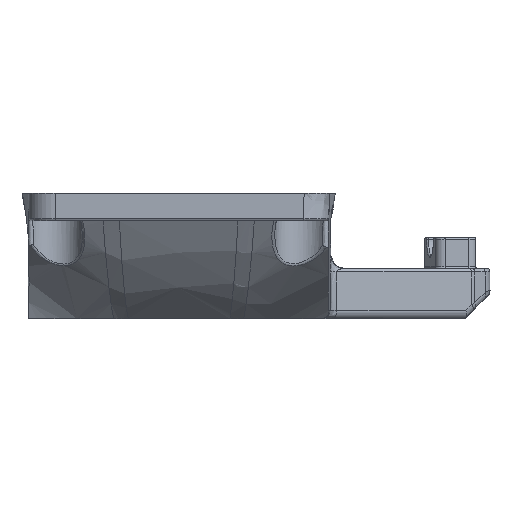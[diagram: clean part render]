
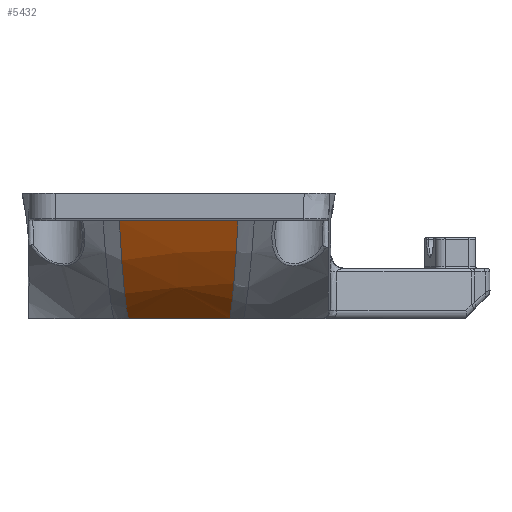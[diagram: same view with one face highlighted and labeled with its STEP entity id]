
A CAD part, front view. The second image highlights one B-rep face of the part: STEP entity #5432.
In plain terms, the highlighted free-form (B-spline) face has degree [3, 3] with [6, 4] control points.
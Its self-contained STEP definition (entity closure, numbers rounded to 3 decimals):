
#160=B_SPLINE_SURFACE_WITH_KNOTS('',3,3,((#20771,#20772,#20773,#20774),
(#20775,#20776,#20777,#20778),(#20779,#20780,#20781,#20782),(#20783,#20784,
#20785,#20786),(#20787,#20788,#20789,#20790),(#20791,#20792,#20793,#20794)),
 .UNSPECIFIED.,.F.,.F.,.F.,(4,2,4),(4,4),(0.,1.,1.996),
(0.349,1.),.UNSPECIFIED.);
#337=ELLIPSE('',#5832,67.387,35.601);
#758=B_SPLINE_CURVE_WITH_KNOTS('',3,(#20766,#20767,#20768,#20769),
 .UNSPECIFIED.,.F.,.F.,(4,4),(0.349,0.961),
 .UNSPECIFIED.);
#759=B_SPLINE_CURVE_WITH_KNOTS('',3,(#20797,#20798,#20799,#20800,#20801,
#20802,#20803,#20804,#20805,#20806,#20807,#20808,#20809,#20810,#20811,#20812,
#20813,#20814,#20815,#20816,#20817,#20818,#20819,#20820,#20821,#20822,#20823,
#20824,#20825,#20826,#20827,#20828,#20829,#20830,#20831,#20832,#20833,#20834,
#20835,#20836,#20837,#20838,#20839,#20840,#20841,#20842,#20843,#20844,#20845,
#20846),.UNSPECIFIED.,.F.,.F.,(4,2,2,2,2,2,2,2,2,2,2,2,2,2,2,2,2,2,2,2,
2,2,2,2,4),(0.223,0.296,0.371,0.452,
0.535,0.625,0.633,0.67,
0.709,0.748,0.789,0.831,
0.874,0.92,0.968,1.017,
1.068,1.122,1.176,1.231,1.236,
1.249,1.268,1.299,1.34),
 .UNSPECIFIED.);
#1101=FACE_OUTER_BOUND('',#1431,.T.);
#1431=EDGE_LOOP('',(#5063,#5064,#5065,#5066,#5067));
#1640=LINE('',#16573,#1851);
#1652=LINE('',#20796,#1863);
#1851=VECTOR('',#6742,10.);
#1863=VECTOR('',#6802,10.);
#2493=VERTEX_POINT('',#16570);
#2494=VERTEX_POINT('',#16572);
#2569=VERTEX_POINT('',#20763);
#2570=VERTEX_POINT('',#20765);
#2571=VERTEX_POINT('',#20795);
#3272=EDGE_CURVE('',#2493,#2494,#1640,.T.);
#3408=EDGE_CURVE('',#2569,#2570,#758,.T.);
#3409=EDGE_CURVE('',#2570,#2493,#337,.T.);
#3410=EDGE_CURVE('',#2571,#2569,#1652,.F.);
#3411=EDGE_CURVE('',#2571,#2494,#759,.T.);
#5063=ORIENTED_EDGE('',*,*,#3272,.F.);
#5064=ORIENTED_EDGE('',*,*,#3409,.F.);
#5065=ORIENTED_EDGE('',*,*,#3408,.F.);
#5066=ORIENTED_EDGE('',*,*,#3410,.F.);
#5067=ORIENTED_EDGE('',*,*,#3411,.T.);
#5432=ADVANCED_FACE('',(#1101),#160,.T.);
#5832=AXIS2_PLACEMENT_3D('',#20770,#6800,#6801);
#6742=DIRECTION('',(-1.,0.,0.));
#6800=DIRECTION('center_axis',(0.996,0.091,0.));
#6801=DIRECTION('ref_axis',(-0.01,0.11,0.994));
#6802=DIRECTION('',(-1.,0.,0.));
#16570=CARTESIAN_POINT('',(50.929,71.066,10.117));
#16572=CARTESIAN_POINT('',(38.774,71.067,10.117));
#16573=CARTESIAN_POINT('',(44.697,71.066,10.117));
#20763=CARTESIAN_POINT('',(51.898,60.44,21.817));
#20765=CARTESIAN_POINT('',(51.013,70.146,10.717));
#20766=CARTESIAN_POINT('Ctrl Pts',(51.898,60.44,21.817));
#20767=CARTESIAN_POINT('Ctrl Pts',(51.741,62.165,18.674));
#20768=CARTESIAN_POINT('Ctrl Pts',(51.446,65.4,13.973));
#20769=CARTESIAN_POINT('Ctrl Pts',(51.013,70.146,10.717));
#20770=CARTESIAN_POINT('Origin',(49.493,86.818,74.134));
#20771=CARTESIAN_POINT('Ctrl Pts',(51.898,60.44,21.817));
#20772=CARTESIAN_POINT('Ctrl Pts',(51.731,62.274,18.475));
#20773=CARTESIAN_POINT('Ctrl Pts',(51.408,65.816,13.371));
#20774=CARTESIAN_POINT('Ctrl Pts',(50.929,71.066,10.117));
#20775=CARTESIAN_POINT('Ctrl Pts',(50.924,60.44,21.817));
#20776=CARTESIAN_POINT('Ctrl Pts',(50.416,62.274,18.475));
#20777=CARTESIAN_POINT('Ctrl Pts',(49.565,65.816,13.371));
#20778=CARTESIAN_POINT('Ctrl Pts',(48.852,71.066,10.117));
#20779=CARTESIAN_POINT('Ctrl Pts',(47.159,60.44,21.817));
#20780=CARTESIAN_POINT('Ctrl Pts',(47.093,62.274,18.475));
#20781=CARTESIAN_POINT('Ctrl Pts',(46.965,65.816,13.371));
#20782=CARTESIAN_POINT('Ctrl Pts',(46.775,71.066,10.117));
#20783=CARTESIAN_POINT('Ctrl Pts',(42.43,60.44,21.817));
#20784=CARTESIAN_POINT('Ctrl Pts',(42.464,62.274,18.475));
#20785=CARTESIAN_POINT('Ctrl Pts',(42.531,65.816,13.371));
#20786=CARTESIAN_POINT('Ctrl Pts',(42.629,71.066,10.117));
#20787=CARTESIAN_POINT('Ctrl Pts',(40.07,60.44,21.817));
#20788=CARTESIAN_POINT('Ctrl Pts',(40.155,62.274,18.475));
#20789=CARTESIAN_POINT('Ctrl Pts',(40.318,65.816,13.371));
#20790=CARTESIAN_POINT('Ctrl Pts',(40.56,71.066,10.117));
#20791=CARTESIAN_POINT('Ctrl Pts',(37.711,60.44,21.817));
#20792=CARTESIAN_POINT('Ctrl Pts',(37.846,62.274,18.475));
#20793=CARTESIAN_POINT('Ctrl Pts',(38.106,65.816,13.371));
#20794=CARTESIAN_POINT('Ctrl Pts',(38.491,71.067,10.117));
#20795=CARTESIAN_POINT('',(37.711,60.44,21.817));
#20796=CARTESIAN_POINT('',(51.898,60.44,21.817));
#20797=CARTESIAN_POINT('Ctrl Pts',(37.711,60.44,21.817));
#20798=CARTESIAN_POINT('Ctrl Pts',(37.724,60.587,21.549));
#20799=CARTESIAN_POINT('Ctrl Pts',(37.739,60.745,21.271));
#20800=CARTESIAN_POINT('Ctrl Pts',(37.77,61.087,20.685));
#20801=CARTESIAN_POINT('Ctrl Pts',(37.787,61.273,20.378));
#20802=CARTESIAN_POINT('Ctrl Pts',(37.825,61.68,19.726));
#20803=CARTESIAN_POINT('Ctrl Pts',(37.845,61.903,19.382));
#20804=CARTESIAN_POINT('Ctrl Pts',(37.89,62.386,18.665));
#20805=CARTESIAN_POINT('Ctrl Pts',(37.914,62.646,18.292));
#20806=CARTESIAN_POINT('Ctrl Pts',(37.966,63.214,17.512));
#20807=CARTESIAN_POINT('Ctrl Pts',(37.994,63.522,17.105));
#20808=CARTESIAN_POINT('Ctrl Pts',(38.027,63.876,16.661));
#20809=CARTESIAN_POINT('Ctrl Pts',(38.03,63.905,16.624));
#20810=CARTESIAN_POINT('Ctrl Pts',(38.045,64.072,16.416));
#20811=CARTESIAN_POINT('Ctrl Pts',(38.058,64.211,16.247));
#20812=CARTESIAN_POINT('Ctrl Pts',(38.083,64.489,15.913));
#20813=CARTESIAN_POINT('Ctrl Pts',(38.096,64.629,15.748));
#20814=CARTESIAN_POINT('Ctrl Pts',(38.122,64.913,15.42));
#20815=CARTESIAN_POINT('Ctrl Pts',(38.135,65.057,15.257));
#20816=CARTESIAN_POINT('Ctrl Pts',(38.161,65.35,14.933));
#20817=CARTESIAN_POINT('Ctrl Pts',(38.175,65.498,14.772));
#20818=CARTESIAN_POINT('Ctrl Pts',(38.202,65.798,14.453));
#20819=CARTESIAN_POINT('Ctrl Pts',(38.216,65.95,14.295));
#20820=CARTESIAN_POINT('Ctrl Pts',(38.244,66.257,13.981));
#20821=CARTESIAN_POINT('Ctrl Pts',(38.258,66.413,13.825));
#20822=CARTESIAN_POINT('Ctrl Pts',(38.288,66.731,13.515));
#20823=CARTESIAN_POINT('Ctrl Pts',(38.303,66.893,13.36));
#20824=CARTESIAN_POINT('Ctrl Pts',(38.334,67.22,13.054));
#20825=CARTESIAN_POINT('Ctrl Pts',(38.35,67.385,12.904));
#20826=CARTESIAN_POINT('Ctrl Pts',(38.382,67.717,12.608));
#20827=CARTESIAN_POINT('Ctrl Pts',(38.398,67.885,12.463));
#20828=CARTESIAN_POINT('Ctrl Pts',(38.432,68.22,12.178));
#20829=CARTESIAN_POINT('Ctrl Pts',(38.449,68.389,12.039));
#20830=CARTESIAN_POINT('Ctrl Pts',(38.485,68.728,11.765));
#20831=CARTESIAN_POINT('Ctrl Pts',(38.503,68.899,11.63));
#20832=CARTESIAN_POINT('Ctrl Pts',(38.541,69.239,11.369));
#20833=CARTESIAN_POINT('Ctrl Pts',(38.56,69.409,11.243));
#20834=CARTESIAN_POINT('Ctrl Pts',(38.599,69.746,10.997));
#20835=CARTESIAN_POINT('Ctrl Pts',(38.619,69.914,10.878));
#20836=CARTESIAN_POINT('Ctrl Pts',(38.642,70.092,10.755));
#20837=CARTESIAN_POINT('Ctrl Pts',(38.643,70.106,10.745));
#20838=CARTESIAN_POINT('Ctrl Pts',(38.65,70.16,10.708));
#20839=CARTESIAN_POINT('Ctrl Pts',(38.655,70.199,10.681));
#20840=CARTESIAN_POINT('Ctrl Pts',(38.667,70.294,10.617));
#20841=CARTESIAN_POINT('Ctrl Pts',(38.675,70.35,10.579));
#20842=CARTESIAN_POINT('Ctrl Pts',(38.694,70.5,10.48));
#20843=CARTESIAN_POINT('Ctrl Pts',(38.707,70.594,10.418));
#20844=CARTESIAN_POINT('Ctrl Pts',(38.738,70.814,10.275));
#20845=CARTESIAN_POINT('Ctrl Pts',(38.756,70.94,10.196));
#20846=CARTESIAN_POINT('Ctrl Pts',(38.774,71.067,10.117));
